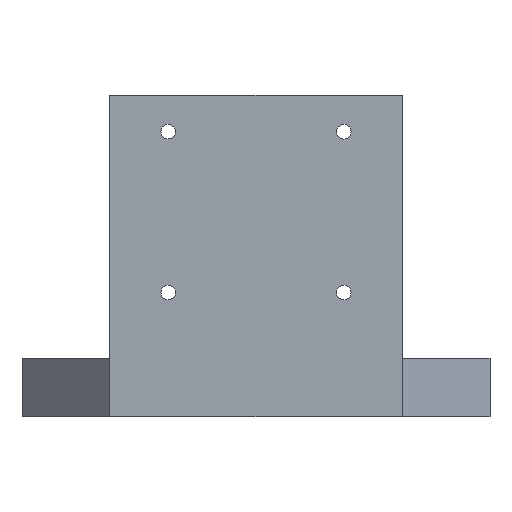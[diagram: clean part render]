
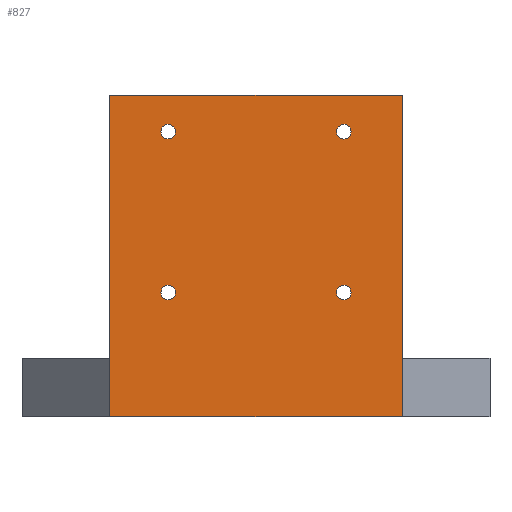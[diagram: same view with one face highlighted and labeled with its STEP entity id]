
A CAD part, front view. The second image highlights one B-rep face of the part: STEP entity #827.
In plain terms, the highlighted planar face has unit normal (0, -1, 0).
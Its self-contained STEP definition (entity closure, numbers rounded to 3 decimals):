
#14 = DIRECTION ( 'NONE',  ( 0., 0., 1. ) ) ;
#19 = DIRECTION ( 'NONE',  ( 0., 1., 0. ) ) ;
#22 = VERTEX_POINT ( 'NONE', #607 ) ;
#28 = CIRCLE ( 'NONE', #446, 2.5 ) ;
#37 = CARTESIAN_POINT ( 'NONE',  ( 130., -80., 0. ) ) ;
#40 = CARTESIAN_POINT ( 'NONE',  ( 30., -80., 0. ) ) ;
#42 = DIRECTION ( 'NONE',  ( 0., 0., 1. ) ) ;
#46 = ORIENTED_EDGE ( 'NONE', *, *, #849, .T. ) ;
#52 = DIRECTION ( 'NONE',  ( 0., 0., 1. ) ) ;
#59 = CARTESIAN_POINT ( 'NONE',  ( 130., -80., 110. ) ) ;
#60 = EDGE_CURVE ( 'NONE', #599, #289, #858, .T. ) ;
#64 = EDGE_CURVE ( 'NONE', #973, #521, #783, .T. ) ;
#101 = EDGE_CURVE ( 'NONE', #616, #583, #693, .T. ) ;
#103 = PLANE ( 'NONE',  #310 ) ;
#108 = CARTESIAN_POINT ( 'NONE',  ( 30., -80., -101.98 ) ) ;
#118 = VERTEX_POINT ( 'NONE', #857 ) ;
#127 = ORIENTED_EDGE ( 'NONE', *, *, #271, .T. ) ;
#136 = CIRCLE ( 'NONE', #393, 2.5 ) ;
#144 = DIRECTION ( 'NONE',  ( 0., 0., 1. ) ) ;
#146 = VERTEX_POINT ( 'NONE', #871 ) ;
#167 = EDGE_CURVE ( 'NONE', #118, #22, #936, .T. ) ;
#196 = CARTESIAN_POINT ( 'NONE',  ( 30., -80., 110. ) ) ;
#210 = CARTESIAN_POINT ( 'NONE',  ( 30., -80., 0. ) ) ;
#216 = EDGE_CURVE ( 'NONE', #351, #973, #461, .T. ) ;
#221 = CARTESIAN_POINT ( 'NONE',  ( 110., -80., 100. ) ) ;
#240 = CARTESIAN_POINT ( 'NONE',  ( 110., -80., 40. ) ) ;
#254 = CARTESIAN_POINT ( 'NONE',  ( 50., -80., 42.5 ) ) ;
#258 = DIRECTION ( 'NONE',  ( -1., 0., 0. ) ) ;
#261 = DIRECTION ( 'NONE',  ( 0., 0., -1. ) ) ;
#271 = EDGE_CURVE ( 'NONE', #752, #146, #28, .T. ) ;
#275 = FACE_BOUND ( 'NONE', #657, .T. ) ;
#279 = ORIENTED_EDGE ( 'NONE', *, *, #167, .T. ) ;
#280 = CARTESIAN_POINT ( 'NONE',  ( 30., -80., -101.98 ) ) ;
#289 = VERTEX_POINT ( 'NONE', #221 ) ;
#310 = AXIS2_PLACEMENT_3D ( 'NONE', #108, #413, #261 ) ;
#313 = VECTOR ( 'NONE', #454, 1000. ) ;
#318 = DIRECTION ( 'NONE',  ( 0., 1., 0. ) ) ;
#333 = ORIENTED_EDGE ( 'NONE', *, *, #101, .T. ) ;
#336 = EDGE_CURVE ( 'NONE', #146, #752, #558, .T. ) ;
#351 = VERTEX_POINT ( 'NONE', #210 ) ;
#359 = DIRECTION ( 'NONE',  ( 0., 1., 0. ) ) ;
#376 = VECTOR ( 'NONE', #258, 1000. ) ;
#378 = EDGE_LOOP ( 'NONE', ( #524, #653, #960, #991 ) ) ;
#393 = AXIS2_PLACEMENT_3D ( 'NONE', #254, #491, #793 ) ;
#408 = VECTOR ( 'NONE', #932, 1000. ) ;
#409 = CARTESIAN_POINT ( 'NONE',  ( 110., -80., 95. ) ) ;
#411 = EDGE_LOOP ( 'NONE', ( #632, #127 ) ) ;
#413 = DIRECTION ( 'NONE',  ( 0., -1., 0. ) ) ;
#425 = LINE ( 'NONE', #40, #376 ) ;
#442 = CARTESIAN_POINT ( 'NONE',  ( 110., -80., 97.5 ) ) ;
#446 = AXIS2_PLACEMENT_3D ( 'NONE', #758, #981, #992 ) ;
#453 = CARTESIAN_POINT ( 'NONE',  ( 30., -80., 110. ) ) ;
#454 = DIRECTION ( 'NONE',  ( 0., 0., 1. ) ) ;
#461 = LINE ( 'NONE', #280, #313 ) ;
#491 = DIRECTION ( 'NONE',  ( 0., 1., 0. ) ) ;
#516 = LINE ( 'NONE', #756, #778 ) ;
#521 = VERTEX_POINT ( 'NONE', #59 ) ;
#524 = ORIENTED_EDGE ( 'NONE', *, *, #823, .F. ) ;
#538 = DIRECTION ( 'NONE',  ( 0., 1., 0. ) ) ;
#541 = AXIS2_PLACEMENT_3D ( 'NONE', #618, #538, #144 ) ;
#558 = CIRCLE ( 'NONE', #608, 2.5 ) ;
#559 = EDGE_CURVE ( 'NONE', #289, #599, #955, .T. ) ;
#566 = FACE_BOUND ( 'NONE', #411, .T. ) ;
#574 = ORIENTED_EDGE ( 'NONE', *, *, #577, .T. ) ;
#577 = EDGE_CURVE ( 'NONE', #22, #118, #990, .T. ) ;
#583 = VERTEX_POINT ( 'NONE', #972 ) ;
#599 = VERTEX_POINT ( 'NONE', #409 ) ;
#607 = CARTESIAN_POINT ( 'NONE',  ( 50., -80., 95. ) ) ;
#608 = AXIS2_PLACEMENT_3D ( 'NONE', #916, #761, #52 ) ;
#616 = VERTEX_POINT ( 'NONE', #901 ) ;
#618 = CARTESIAN_POINT ( 'NONE',  ( 110., -80., 97.5 ) ) ;
#632 = ORIENTED_EDGE ( 'NONE', *, *, #336, .T. ) ;
#653 = ORIENTED_EDGE ( 'NONE', *, *, #947, .T. ) ;
#657 = EDGE_LOOP ( 'NONE', ( #46, #333 ) ) ;
#670 = FACE_BOUND ( 'NONE', #775, .T. ) ;
#682 = ORIENTED_EDGE ( 'NONE', *, *, #559, .T. ) ;
#685 = DIRECTION ( 'NONE',  ( 0., 1., 0. ) ) ;
#693 = CIRCLE ( 'NONE', #829, 2.5 ) ;
#723 = CARTESIAN_POINT ( 'NONE',  ( 50., -80., 97.5 ) ) ;
#752 = VERTEX_POINT ( 'NONE', #240 ) ;
#756 = CARTESIAN_POINT ( 'NONE',  ( 130., -80., -101.98 ) ) ;
#758 = CARTESIAN_POINT ( 'NONE',  ( 110., -80., 42.5 ) ) ;
#761 = DIRECTION ( 'NONE',  ( 0., 1., 0. ) ) ;
#775 = EDGE_LOOP ( 'NONE', ( #279, #574 ) ) ;
#778 = VECTOR ( 'NONE', #42, 1000. ) ;
#780 = AXIS2_PLACEMENT_3D ( 'NONE', #989, #685, #995 ) ;
#783 = LINE ( 'NONE', #453, #408 ) ;
#787 = CARTESIAN_POINT ( 'NONE',  ( 50., -80., 42.5 ) ) ;
#793 = DIRECTION ( 'NONE',  ( 0., 0., 1. ) ) ;
#823 = EDGE_CURVE ( 'NONE', #912, #351, #425, .T. ) ;
#827 = ADVANCED_FACE ( 'NONE', ( #670, #974, #566, #275, #882 ), #103, .T. ) ;
#829 = AXIS2_PLACEMENT_3D ( 'NONE', #787, #19, #14 ) ;
#849 = EDGE_CURVE ( 'NONE', #583, #616, #136, .T. ) ;
#851 = EDGE_LOOP ( 'NONE', ( #682, #928 ) ) ;
#857 = CARTESIAN_POINT ( 'NONE',  ( 50., -80., 100. ) ) ;
#858 = CIRCLE ( 'NONE', #541, 2.5 ) ;
#860 = AXIS2_PLACEMENT_3D ( 'NONE', #723, #318, #951 ) ;
#871 = CARTESIAN_POINT ( 'NONE',  ( 110., -80., 45. ) ) ;
#882 = FACE_OUTER_BOUND ( 'NONE', #378, .T. ) ;
#901 = CARTESIAN_POINT ( 'NONE',  ( 50., -80., 40. ) ) ;
#908 = DIRECTION ( 'NONE',  ( 0., 0., 1. ) ) ;
#912 = VERTEX_POINT ( 'NONE', #37 ) ;
#916 = CARTESIAN_POINT ( 'NONE',  ( 110., -80., 42.5 ) ) ;
#925 = AXIS2_PLACEMENT_3D ( 'NONE', #442, #359, #908 ) ;
#928 = ORIENTED_EDGE ( 'NONE', *, *, #60, .T. ) ;
#932 = DIRECTION ( 'NONE',  ( 1., 0., 0. ) ) ;
#936 = CIRCLE ( 'NONE', #860, 2.5 ) ;
#947 = EDGE_CURVE ( 'NONE', #912, #521, #516, .T. ) ;
#951 = DIRECTION ( 'NONE',  ( 0., 0., 1. ) ) ;
#955 = CIRCLE ( 'NONE', #925, 2.5 ) ;
#960 = ORIENTED_EDGE ( 'NONE', *, *, #64, .F. ) ;
#972 = CARTESIAN_POINT ( 'NONE',  ( 50., -80., 45. ) ) ;
#973 = VERTEX_POINT ( 'NONE', #196 ) ;
#974 = FACE_BOUND ( 'NONE', #851, .T. ) ;
#981 = DIRECTION ( 'NONE',  ( 0., 1., 0. ) ) ;
#989 = CARTESIAN_POINT ( 'NONE',  ( 50., -80., 97.5 ) ) ;
#990 = CIRCLE ( 'NONE', #780, 2.5 ) ;
#991 = ORIENTED_EDGE ( 'NONE', *, *, #216, .F. ) ;
#992 = DIRECTION ( 'NONE',  ( 0., 0., 1. ) ) ;
#995 = DIRECTION ( 'NONE',  ( 0., 0., 1. ) ) ;
